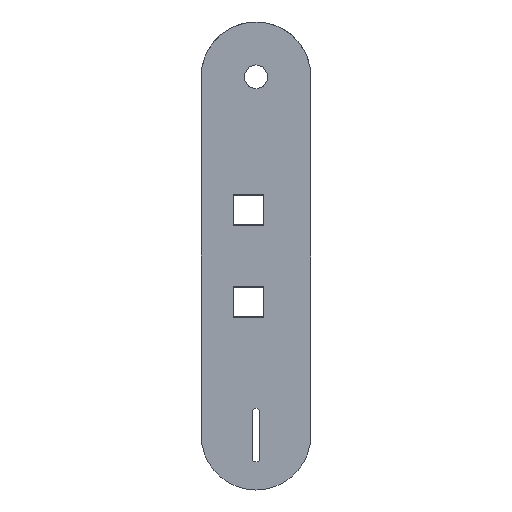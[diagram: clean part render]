
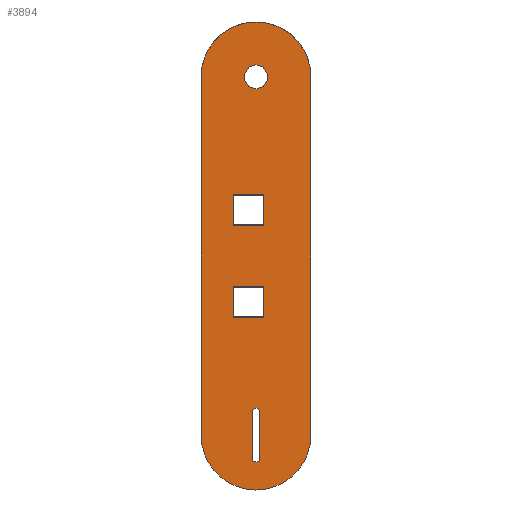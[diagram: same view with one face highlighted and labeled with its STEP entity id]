
A CAD part, left-side view. The second image highlights one B-rep face of the part: STEP entity #3894.
In plain terms, the highlighted planar face has unit normal (-1, 0, 0).
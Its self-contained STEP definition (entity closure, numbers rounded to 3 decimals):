
#46=FACE_BOUND('',#605,.T.);
#47=FACE_BOUND('',#606,.T.);
#48=FACE_BOUND('',#607,.T.);
#49=FACE_BOUND('',#608,.T.);
#195=CIRCLE('',#4216,28.861);
#196=CIRCLE('',#4218,28.861);
#393=FACE_OUTER_BOUND('',#604,.T.);
#604=EDGE_LOOP('',(#3508,#3509,#3510,#3511));
#605=EDGE_LOOP('',(#3512,#3513,#3514,#3515,#3516,#3517,#3518,#3519,#3520,
#3521));
#606=EDGE_LOOP('',(#3522,#3523,#3524,#3525,#3526,#3527,#3528,#3529,#3530,
#3531));
#607=EDGE_LOOP('',(#3532,#3533,#3534,#3535));
#608=EDGE_LOOP('',(#3536,#3537,#3538,#3539));
#665=LINE('',#5418,#1103);
#671=LINE('',#5430,#1109);
#676=LINE('',#5440,#1114);
#681=LINE('',#5450,#1119);
#687=LINE('',#5463,#1125);
#693=LINE('',#5475,#1131);
#698=LINE('',#5485,#1136);
#703=LINE('',#5495,#1141);
#708=LINE('',#5504,#1146);
#714=LINE('',#5519,#1152);
#718=LINE('',#5527,#1156);
#721=LINE('',#5533,#1159);
#724=LINE('',#5539,#1162);
#727=LINE('',#5545,#1165);
#730=LINE('',#5551,#1168);
#733=LINE('',#5557,#1171);
#736=LINE('',#5563,#1174);
#739=LINE('',#5569,#1177);
#742=LINE('',#5574,#1180);
#760=LINE('',#5629,#1198);
#761=LINE('',#5635,#1199);
#762=LINE('',#5641,#1200);
#763=LINE('',#5647,#1201);
#991=LINE('',#6459,#1429);
#992=LINE('',#6461,#1430);
#1007=LINE('',#6582,#1445);
#1008=LINE('',#6584,#1446);
#1011=LINE('',#6591,#1449);
#1029=LINE('',#6627,#1467);
#1043=LINE('',#6654,#1481);
#1103=VECTOR('',#4312,10.);
#1109=VECTOR('',#4322,10.);
#1114=VECTOR('',#4331,10.);
#1119=VECTOR('',#4340,10.);
#1125=VECTOR('',#4350,10.);
#1131=VECTOR('',#4360,10.);
#1136=VECTOR('',#4369,10.);
#1141=VECTOR('',#4378,10.);
#1146=VECTOR('',#4389,10.);
#1152=VECTOR('',#4401,10.);
#1156=VECTOR('',#4407,10.);
#1159=VECTOR('',#4412,10.);
#1162=VECTOR('',#4417,10.);
#1165=VECTOR('',#4422,10.);
#1168=VECTOR('',#4427,10.);
#1171=VECTOR('',#4432,10.);
#1174=VECTOR('',#4437,10.);
#1177=VECTOR('',#4442,10.);
#1180=VECTOR('',#4447,10.);
#1198=VECTOR('',#4503,10.);
#1199=VECTOR('',#4510,10.);
#1200=VECTOR('',#4517,10.);
#1201=VECTOR('',#4524,10.);
#1429=VECTOR('',#5126,10.);
#1430=VECTOR('',#5129,10.);
#1445=VECTOR('',#5168,10.);
#1446=VECTOR('',#5171,10.);
#1449=VECTOR('',#5180,10.);
#1467=VECTOR('',#5214,10.);
#1481=VECTOR('',#5242,10.);
#1539=VERTEX_POINT('',#5415);
#1540=VERTEX_POINT('',#5417);
#1544=VERTEX_POINT('',#5429);
#1547=VERTEX_POINT('',#5439);
#1550=VERTEX_POINT('',#5449);
#1554=VERTEX_POINT('',#5460);
#1555=VERTEX_POINT('',#5462);
#1559=VERTEX_POINT('',#5474);
#1562=VERTEX_POINT('',#5484);
#1565=VERTEX_POINT('',#5494);
#1571=VERTEX_POINT('',#5517);
#1572=VERTEX_POINT('',#5518);
#1575=VERTEX_POINT('',#5526);
#1577=VERTEX_POINT('',#5532);
#1579=VERTEX_POINT('',#5538);
#1581=VERTEX_POINT('',#5544);
#1583=VERTEX_POINT('',#5550);
#1585=VERTEX_POINT('',#5556);
#1587=VERTEX_POINT('',#5562);
#1589=VERTEX_POINT('',#5568);
#1607=VERTEX_POINT('',#5625);
#1608=VERTEX_POINT('',#5627);
#1609=VERTEX_POINT('',#5631);
#1610=VERTEX_POINT('',#5633);
#1611=VERTEX_POINT('',#5637);
#1612=VERTEX_POINT('',#5639);
#1613=VERTEX_POINT('',#5643);
#1614=VERTEX_POINT('',#5645);
#1843=VERTEX_POINT('',#6624);
#1844=VERTEX_POINT('',#6626);
#1849=VERTEX_POINT('',#6651);
#1850=VERTEX_POINT('',#6653);
#1914=EDGE_CURVE('',#1540,#1539,#665,.T.);
#1920=EDGE_CURVE('',#1544,#1540,#671,.T.);
#1925=EDGE_CURVE('',#1547,#1544,#676,.T.);
#1930=EDGE_CURVE('',#1550,#1547,#681,.T.);
#1936=EDGE_CURVE('',#1555,#1554,#687,.T.);
#1942=EDGE_CURVE('',#1559,#1555,#693,.T.);
#1947=EDGE_CURVE('',#1562,#1559,#698,.T.);
#1952=EDGE_CURVE('',#1565,#1562,#703,.T.);
#1957=EDGE_CURVE('',#1554,#1550,#708,.T.);
#1964=EDGE_CURVE('',#1571,#1572,#714,.T.);
#1968=EDGE_CURVE('',#1572,#1575,#718,.T.);
#1971=EDGE_CURVE('',#1575,#1577,#721,.T.);
#1974=EDGE_CURVE('',#1577,#1579,#724,.T.);
#1977=EDGE_CURVE('',#1579,#1581,#727,.T.);
#1980=EDGE_CURVE('',#1583,#1571,#730,.T.);
#1983=EDGE_CURVE('',#1585,#1583,#733,.T.);
#1986=EDGE_CURVE('',#1587,#1585,#736,.T.);
#1989=EDGE_CURVE('',#1589,#1587,#739,.T.);
#1992=EDGE_CURVE('',#1581,#1589,#742,.T.);
#2020=EDGE_CURVE('',#1608,#1607,#760,.T.);
#2023=EDGE_CURVE('',#1610,#1609,#761,.T.);
#2026=EDGE_CURVE('',#1612,#1611,#762,.T.);
#2029=EDGE_CURVE('',#1614,#1613,#763,.T.);
#2346=EDGE_CURVE('',#1612,#1613,#991,.T.);
#2347=EDGE_CURVE('',#1614,#1611,#992,.T.);
#2370=EDGE_CURVE('',#1608,#1609,#1007,.T.);
#2371=EDGE_CURVE('',#1610,#1607,#1008,.T.);
#2375=EDGE_CURVE('',#1539,#1565,#1011,.T.);
#2393=EDGE_CURVE('',#1843,#1844,#1029,.T.);
#2407=EDGE_CURVE('',#1849,#1850,#1043,.T.);
#2412=EDGE_CURVE('',#1850,#1843,#195,.T.);
#2413=EDGE_CURVE('',#1844,#1849,#196,.T.);
#3508=ORIENTED_EDGE('',*,*,#2393,.F.);
#3509=ORIENTED_EDGE('',*,*,#2412,.F.);
#3510=ORIENTED_EDGE('',*,*,#2407,.F.);
#3511=ORIENTED_EDGE('',*,*,#2413,.F.);
#3512=ORIENTED_EDGE('',*,*,#2375,.T.);
#3513=ORIENTED_EDGE('',*,*,#1952,.T.);
#3514=ORIENTED_EDGE('',*,*,#1947,.T.);
#3515=ORIENTED_EDGE('',*,*,#1942,.T.);
#3516=ORIENTED_EDGE('',*,*,#1936,.T.);
#3517=ORIENTED_EDGE('',*,*,#1957,.T.);
#3518=ORIENTED_EDGE('',*,*,#1930,.T.);
#3519=ORIENTED_EDGE('',*,*,#1925,.T.);
#3520=ORIENTED_EDGE('',*,*,#1920,.T.);
#3521=ORIENTED_EDGE('',*,*,#1914,.T.);
#3522=ORIENTED_EDGE('',*,*,#1992,.T.);
#3523=ORIENTED_EDGE('',*,*,#1989,.T.);
#3524=ORIENTED_EDGE('',*,*,#1986,.T.);
#3525=ORIENTED_EDGE('',*,*,#1983,.T.);
#3526=ORIENTED_EDGE('',*,*,#1980,.T.);
#3527=ORIENTED_EDGE('',*,*,#1964,.T.);
#3528=ORIENTED_EDGE('',*,*,#1968,.T.);
#3529=ORIENTED_EDGE('',*,*,#1971,.T.);
#3530=ORIENTED_EDGE('',*,*,#1974,.T.);
#3531=ORIENTED_EDGE('',*,*,#1977,.T.);
#3532=ORIENTED_EDGE('',*,*,#2370,.T.);
#3533=ORIENTED_EDGE('',*,*,#2023,.F.);
#3534=ORIENTED_EDGE('',*,*,#2371,.T.);
#3535=ORIENTED_EDGE('',*,*,#2020,.F.);
#3536=ORIENTED_EDGE('',*,*,#2346,.T.);
#3537=ORIENTED_EDGE('',*,*,#2029,.F.);
#3538=ORIENTED_EDGE('',*,*,#2347,.T.);
#3539=ORIENTED_EDGE('',*,*,#2026,.F.);
#3697=PLANE('',#4219);
#3894=ADVANCED_FACE('',(#393,#46,#47,#48,#49),#3697,.F.);
#4216=AXIS2_PLACEMENT_3D('',#6666,#5262,#5263);
#4218=AXIS2_PLACEMENT_3D('',#6668,#5266,#5267);
#4219=AXIS2_PLACEMENT_3D('',#6669,#5268,#5269);
#4312=DIRECTION('',(0.,-0.588,-0.809));
#4322=DIRECTION('',(0.,-0.951,-0.309));
#4331=DIRECTION('',(0.,-0.951,0.309));
#4340=DIRECTION('',(0.,-0.588,0.809));
#4350=DIRECTION('',(0.,0.588,0.809));
#4360=DIRECTION('',(0.,0.951,0.309));
#4369=DIRECTION('',(0.,0.951,-0.309));
#4378=DIRECTION('',(0.,0.588,-0.809));
#4389=DIRECTION('',(0.,0.,1.));
#4401=DIRECTION('',(0.,0.,1.));
#4407=DIRECTION('',(0.,-0.588,0.809));
#4412=DIRECTION('',(0.,-0.951,0.309));
#4417=DIRECTION('',(0.,-0.951,-0.309));
#4422=DIRECTION('',(0.,-0.588,-0.809));
#4427=DIRECTION('',(0.,0.588,0.809));
#4432=DIRECTION('',(0.,0.951,0.309));
#4437=DIRECTION('',(0.,0.951,-0.309));
#4442=DIRECTION('',(0.,0.588,-0.809));
#4447=DIRECTION('',(0.,0.,-1.));
#4503=DIRECTION('',(0.,1.,0.));
#4510=DIRECTION('',(0.,-1.,0.));
#4517=DIRECTION('',(0.,1.,0.));
#4524=DIRECTION('',(0.,-1.,0.));
#5126=DIRECTION('',(0.,0.,-1.));
#5129=DIRECTION('',(0.,0.,1.));
#5168=DIRECTION('',(0.,0.,-1.));
#5171=DIRECTION('',(0.,0.,1.));
#5180=DIRECTION('',(0.,0.,-1.));
#5214=DIRECTION('',(0.,0.,1.));
#5242=DIRECTION('',(0.,0.,-1.));
#5262=DIRECTION('center_axis',(1.,0.,0.));
#5263=DIRECTION('ref_axis',(0.,-1.,0.));
#5266=DIRECTION('center_axis',(1.,0.,0.));
#5267=DIRECTION('ref_axis',(0.,1.,0.));
#5268=DIRECTION('center_axis',(1.,0.,0.));
#5269=DIRECTION('ref_axis',(0.,0.,-1.));
#5415=CARTESIAN_POINT('',(0.,-2.,-81.5));
#5417=CARTESIAN_POINT('',(0.,-1.236,-80.449));
#5418=CARTESIAN_POINT('',(0.,18.105,-53.828));
#5429=CARTESIAN_POINT('',(0.,0.,-80.047));
#5430=CARTESIAN_POINT('',(0.,11.763,-76.225));
#5439=CARTESIAN_POINT('',(0.,1.236,-80.449));
#5440=CARTESIAN_POINT('',(0.,-11.145,-76.426));
#5449=CARTESIAN_POINT('',(0.,2.,-81.5));
#5450=CARTESIAN_POINT('',(0.,-17.723,-54.353));
#5460=CARTESIAN_POINT('',(0.,2.,-106.8));
#5462=CARTESIAN_POINT('',(0.,1.236,-107.851));
#5463=CARTESIAN_POINT('',(0.,26.666,-72.85));
#5474=CARTESIAN_POINT('',(0.,0.,-108.253));
#5475=CARTESIAN_POINT('',(0.,15.907,-103.084));
#5484=CARTESIAN_POINT('',(0.,-1.236,-107.851));
#5485=CARTESIAN_POINT('',(0.,-16.525,-102.883));
#5494=CARTESIAN_POINT('',(0.,-2.,-106.8));
#5495=CARTESIAN_POINT('',(0.,-27.048,-72.325));
#5504=CARTESIAN_POINT('',(0.,2.,-41.4));
#5517=CARTESIAN_POINT('',(0.,6.,92.2));
#5518=CARTESIAN_POINT('',(0.,6.,96.1));
#5519=CARTESIAN_POINT('',(0.,6.,46.1));
#5526=CARTESIAN_POINT('',(0.,3.708,99.254));
#5527=CARTESIAN_POINT('',(0.,27.813,66.077));
#5532=CARTESIAN_POINT('',(0.,0.,100.459));
#5533=CARTESIAN_POINT('',(0.,16.616,95.06));
#5538=CARTESIAN_POINT('',(0.,-3.708,99.254));
#5539=CARTESIAN_POINT('',(0.,-14.762,95.662));
#5544=CARTESIAN_POINT('',(0.,-6.,96.1));
#5545=CARTESIAN_POINT('',(0.,-26.667,67.654));
#5550=CARTESIAN_POINT('',(0.,3.708,89.046));
#5551=CARTESIAN_POINT('',(0.,-18.104,59.024));
#5556=CARTESIAN_POINT('',(0.,0.,87.841));
#5557=CARTESIAN_POINT('',(0.,-12.908,83.647));
#5562=CARTESIAN_POINT('',(0.,-3.708,89.046));
#5563=CARTESIAN_POINT('',(0.,11.054,84.25));
#5568=CARTESIAN_POINT('',(0.,-6.,92.2));
#5569=CARTESIAN_POINT('',(0.,16.958,60.601));
#5574=CARTESIAN_POINT('',(0.,-6.,48.05));
#5625=CARTESIAN_POINT('',(0.,12.,32.4));
#5627=CARTESIAN_POINT('',(0.,-4.,32.4));
#5629=CARTESIAN_POINT('',(0.,-2.,32.4));
#5631=CARTESIAN_POINT('',(0.,-4.,15.9));
#5633=CARTESIAN_POINT('',(0.,12.,15.9));
#5635=CARTESIAN_POINT('',(0.,6.,15.9));
#5637=CARTESIAN_POINT('',(0.,12.,-15.9));
#5639=CARTESIAN_POINT('',(0.,-4.,-15.9));
#5641=CARTESIAN_POINT('',(0.,6.,-15.9));
#5643=CARTESIAN_POINT('',(0.,-4.,-32.4));
#5645=CARTESIAN_POINT('',(0.,12.,-32.4));
#5647=CARTESIAN_POINT('',(0.,-2.,-32.4));
#6459=CARTESIAN_POINT('',(0.,-4.,-8.2));
#6461=CARTESIAN_POINT('',(0.,12.,-15.95));
#6582=CARTESIAN_POINT('',(0.,-4.,8.2));
#6584=CARTESIAN_POINT('',(0.,12.,15.95));
#6591=CARTESIAN_POINT('',(0.,-2.,-41.075));
#6624=CARTESIAN_POINT('',(0.,28.861,-94.15));
#6626=CARTESIAN_POINT('',(0.,28.861,94.15));
#6627=CARTESIAN_POINT('',(0.,28.861,-94.15));
#6651=CARTESIAN_POINT('',(0.,-28.861,94.15));
#6653=CARTESIAN_POINT('',(0.,-28.861,-94.15));
#6654=CARTESIAN_POINT('',(0.,-28.861,94.15));
#6666=CARTESIAN_POINT('Origin',(0.,0.,-94.15));
#6668=CARTESIAN_POINT('Origin',(0.,0.,94.15));
#6669=CARTESIAN_POINT('Origin',(0.,0.,0.));
